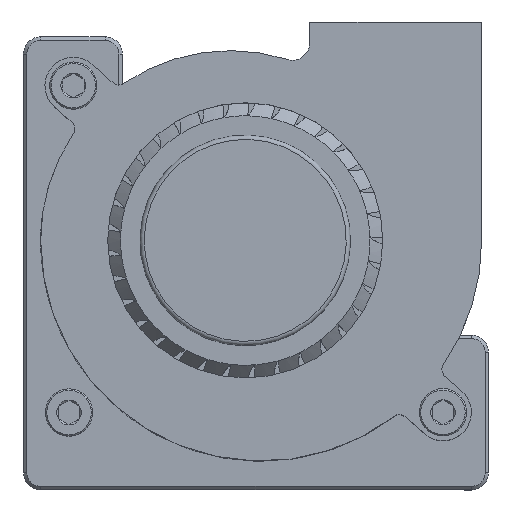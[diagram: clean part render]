
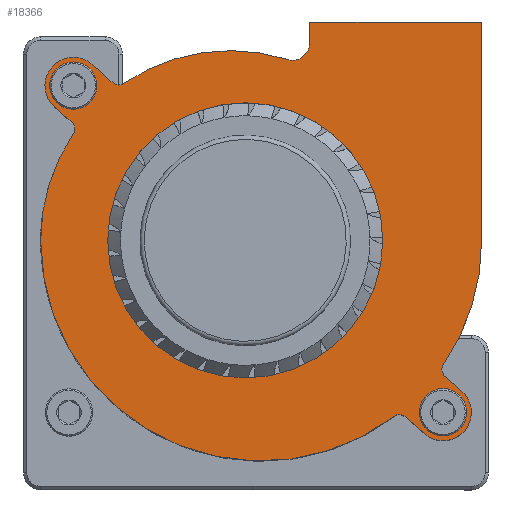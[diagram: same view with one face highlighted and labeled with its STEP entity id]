
A CAD part, top view. The second image highlights one B-rep face of the part: STEP entity #18366.
In plain terms, the highlighted face is planar.
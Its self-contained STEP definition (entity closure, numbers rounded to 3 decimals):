
#1129=FACE_BOUND('',#3102,.T.);
#1130=FACE_BOUND('',#3103,.T.);
#1131=FACE_BOUND('',#3104,.T.);
#1250=PLANE('',#19937);
#2017=FACE_OUTER_BOUND('',#3101,.T.);
#3101=EDGE_LOOP('',(#12796,#12797,#12798,#12799,#12800,#12801,#12802,#12803,
#12804,#12805,#12806,#12807,#12808,#12809,#12810,#12811,#12812,#12813));
#3102=EDGE_LOOP('',(#12814));
#3103=EDGE_LOOP('',(#12815));
#3104=EDGE_LOOP('',(#12816));
#4144=LINE('',#27250,#5159);
#4149=LINE('',#27271,#5164);
#4151=LINE('',#27275,#5166);
#4155=LINE('',#27290,#5170);
#4164=LINE('',#27306,#5179);
#4167=LINE('',#27312,#5182);
#4172=LINE('',#27329,#5187);
#5159=VECTOR('',#22432,1000.);
#5164=VECTOR('',#22457,1000.);
#5166=VECTOR('',#22461,1000.);
#5170=VECTOR('',#22479,1000.);
#5179=VECTOR('',#22490,1000.);
#5182=VECTOR('',#22495,1000.);
#5187=VECTOR('',#22514,1000.);
#6358=CIRCLE('',#19877,2.25);
#6360=CIRCLE('',#19880,2.25);
#6362=CIRCLE('',#19883,22.068);
#6364=CIRCLE('',#19886,3.3);
#6366=CIRCLE('',#19889,1.);
#6368=CIRCLE('',#19892,16.);
#6375=CIRCLE('',#19905,3.3);
#6377=CIRCLE('',#19909,25.65);
#6379=CIRCLE('',#19912,22.068);
#6381=CIRCLE('',#19915,1.);
#6383=CIRCLE('',#19920,1.);
#6385=CIRCLE('',#19923,2.);
#6387=CIRCLE('',#19929,25.65);
#6389=CIRCLE('',#19932,1.);
#7059=VERTEX_POINT('',#27165);
#7061=VERTEX_POINT('',#27171);
#7064=VERTEX_POINT('',#27178);
#7065=VERTEX_POINT('',#27180);
#7068=VERTEX_POINT('',#27187);
#7069=VERTEX_POINT('',#27189);
#7072=VERTEX_POINT('',#27196);
#7073=VERTEX_POINT('',#27198);
#7075=VERTEX_POINT('',#27204);
#7088=VERTEX_POINT('',#27241);
#7089=VERTEX_POINT('',#27242);
#7092=VERTEX_POINT('',#27253);
#7094=VERTEX_POINT('',#27259);
#7096=VERTEX_POINT('',#27265);
#7098=VERTEX_POINT('',#27274);
#7100=VERTEX_POINT('',#27283);
#7102=VERTEX_POINT('',#27289);
#7108=VERTEX_POINT('',#27305);
#7110=VERTEX_POINT('',#27311);
#7112=VERTEX_POINT('',#27317);
#7114=VERTEX_POINT('',#27323);
#9173=EDGE_CURVE('',#7059,#7059,#6358,.T.);
#9176=EDGE_CURVE('',#7061,#7061,#6360,.T.);
#9179=EDGE_CURVE('',#7065,#7064,#6362,.T.);
#9183=EDGE_CURVE('',#7069,#7068,#6364,.T.);
#9187=EDGE_CURVE('',#7073,#7072,#6366,.T.);
#9191=EDGE_CURVE('',#7075,#7075,#6368,.T.);
#9208=EDGE_CURVE('',#7088,#7089,#6375,.T.);
#9212=EDGE_CURVE('',#7072,#7088,#4144,.T.);
#9214=EDGE_CURVE('',#7092,#7073,#6377,.T.);
#9217=EDGE_CURVE('',#7094,#7092,#6379,.T.);
#9220=EDGE_CURVE('',#7096,#7094,#6381,.T.);
#9223=EDGE_CURVE('',#7068,#7096,#4149,.T.);
#9225=EDGE_CURVE('',#7098,#7069,#4151,.T.);
#9228=EDGE_CURVE('',#7064,#7098,#6383,.T.);
#9230=EDGE_CURVE('',#7100,#7065,#6385,.T.);
#9233=EDGE_CURVE('',#7102,#7100,#4155,.T.);
#9242=EDGE_CURVE('',#7108,#7102,#4164,.T.);
#9245=EDGE_CURVE('',#7110,#7108,#4167,.T.);
#9248=EDGE_CURVE('',#7112,#7110,#6387,.T.);
#9251=EDGE_CURVE('',#7114,#7112,#6389,.T.);
#9254=EDGE_CURVE('',#7089,#7114,#4172,.T.);
#12796=ORIENTED_EDGE('',*,*,#9208,.T.);
#12797=ORIENTED_EDGE('',*,*,#9254,.T.);
#12798=ORIENTED_EDGE('',*,*,#9251,.T.);
#12799=ORIENTED_EDGE('',*,*,#9248,.T.);
#12800=ORIENTED_EDGE('',*,*,#9245,.T.);
#12801=ORIENTED_EDGE('',*,*,#9242,.T.);
#12802=ORIENTED_EDGE('',*,*,#9233,.T.);
#12803=ORIENTED_EDGE('',*,*,#9230,.T.);
#12804=ORIENTED_EDGE('',*,*,#9179,.T.);
#12805=ORIENTED_EDGE('',*,*,#9228,.T.);
#12806=ORIENTED_EDGE('',*,*,#9225,.T.);
#12807=ORIENTED_EDGE('',*,*,#9183,.T.);
#12808=ORIENTED_EDGE('',*,*,#9223,.T.);
#12809=ORIENTED_EDGE('',*,*,#9220,.T.);
#12810=ORIENTED_EDGE('',*,*,#9217,.T.);
#12811=ORIENTED_EDGE('',*,*,#9214,.T.);
#12812=ORIENTED_EDGE('',*,*,#9187,.T.);
#12813=ORIENTED_EDGE('',*,*,#9212,.T.);
#12814=ORIENTED_EDGE('',*,*,#9191,.F.);
#12815=ORIENTED_EDGE('',*,*,#9173,.F.);
#12816=ORIENTED_EDGE('',*,*,#9176,.F.);
#18366=ADVANCED_FACE('',(#2017,#1129,#1130,#1131),#1250,.F.);
#19877=AXIS2_PLACEMENT_3D('',#27167,#22350,#22351);
#19880=AXIS2_PLACEMENT_3D('',#27173,#22357,#22358);
#19883=AXIS2_PLACEMENT_3D('',#27181,#22364,#22365);
#19886=AXIS2_PLACEMENT_3D('',#27190,#22372,#22373);
#19889=AXIS2_PLACEMENT_3D('',#27199,#22380,#22381);
#19892=AXIS2_PLACEMENT_3D('',#27206,#22388,#22389);
#19905=AXIS2_PLACEMENT_3D('',#27243,#22424,#22425);
#19909=AXIS2_PLACEMENT_3D('',#27254,#22436,#22437);
#19912=AXIS2_PLACEMENT_3D('',#27260,#22443,#22444);
#19915=AXIS2_PLACEMENT_3D('',#27266,#22450,#22451);
#19920=AXIS2_PLACEMENT_3D('',#27280,#22466,#22467);
#19923=AXIS2_PLACEMENT_3D('',#27284,#22472,#22473);
#19929=AXIS2_PLACEMENT_3D('',#27318,#22500,#22501);
#19932=AXIS2_PLACEMENT_3D('',#27324,#22507,#22508);
#19937=AXIS2_PLACEMENT_3D('',#27335,#22522,#22523);
#22350=DIRECTION('center_axis',(0.,1.,0.));
#22351=DIRECTION('ref_axis',(0.,0.,1.));
#22357=DIRECTION('center_axis',(0.,1.,0.));
#22358=DIRECTION('ref_axis',(0.,0.,1.));
#22364=DIRECTION('center_axis',(0.,1.,0.));
#22365=DIRECTION('ref_axis',(0.,0.,-1.));
#22372=DIRECTION('center_axis',(0.,1.,0.));
#22373=DIRECTION('ref_axis',(0.,0.,-1.));
#22380=DIRECTION('center_axis',(0.,-1.,0.));
#22381=DIRECTION('ref_axis',(0.,0.,1.));
#22388=DIRECTION('center_axis',(0.,1.,0.));
#22389=DIRECTION('ref_axis',(0.,0.,1.));
#22424=DIRECTION('center_axis',(0.,1.,0.));
#22425=DIRECTION('ref_axis',(0.,0.,-1.));
#22432=DIRECTION('',(-0.749,0.,-0.662));
#22436=DIRECTION('center_axis',(0.,1.,0.));
#22437=DIRECTION('ref_axis',(0.,0.,1.));
#22443=DIRECTION('center_axis',(0.,1.,0.));
#22444=DIRECTION('ref_axis',(0.,0.,-1.));
#22450=DIRECTION('center_axis',(0.,-1.,0.));
#22451=DIRECTION('ref_axis',(0.,0.,-1.));
#22457=DIRECTION('',(-0.749,0.,-0.662));
#22461=DIRECTION('',(0.749,0.,0.662));
#22466=DIRECTION('center_axis',(0.,-1.,0.));
#22467=DIRECTION('ref_axis',(0.,0.,1.));
#22472=DIRECTION('center_axis',(0.,-1.,0.));
#22473=DIRECTION('ref_axis',(0.,0.,1.));
#22479=DIRECTION('',(0.,0.,-1.));
#22490=DIRECTION('',(1.,0.,0.));
#22495=DIRECTION('',(0.,0.,1.));
#22500=DIRECTION('center_axis',(0.,1.,0.));
#22501=DIRECTION('ref_axis',(0.,0.,1.));
#22507=DIRECTION('center_axis',(0.,-1.,0.));
#22508=DIRECTION('ref_axis',(0.,0.,-1.));
#22514=DIRECTION('',(0.749,0.,0.662));
#22522=DIRECTION('center_axis',(0.,-1.,0.));
#22523=DIRECTION('ref_axis',(0.,0.,-1.));
#27165=CARTESIAN_POINT('',(20.,0.,15.75));
#27167=CARTESIAN_POINT('Origin',(20.,0.,18.));
#27171=CARTESIAN_POINT('',(-23.,0.,-22.25));
#27173=CARTESIAN_POINT('Origin',(-23.,0.,-20.));
#27178=CARTESIAN_POINT('',(14.152,0.,18.241));
#27180=CARTESIAN_POINT('',(-4.899,0.,21.048));
#27181=CARTESIAN_POINT('Origin',(1.732,0.,0.));
#27187=CARTESIAN_POINT('',(22.185,0.,15.527));
#27189=CARTESIAN_POINT('',(17.815,0.,20.473));
#27190=CARTESIAN_POINT('Origin',(20.,0.,18.));
#27196=CARTESIAN_POINT('',(-18.599,0.,-20.515));
#27198=CARTESIAN_POINT('',(-17.333,0.,-20.467));
#27199=CARTESIAN_POINT('Origin',(-17.937,0.,-21.264));
#27204=CARTESIAN_POINT('',(0.,0.,-16.));
#27206=CARTESIAN_POINT('Origin',(0.,0.,0.));
#27241=CARTESIAN_POINT('',(-20.815,0.,-22.473));
#27242=CARTESIAN_POINT('',(-25.185,0.,-17.527));
#27243=CARTESIAN_POINT('Origin',(-23.,0.,-20.));
#27250=CARTESIAN_POINT('',(-20.815,0.,-22.473));
#27253=CARTESIAN_POINT('',(23.8,0.,0.));
#27254=CARTESIAN_POINT('Origin',(-1.85,0.,-0.017));
#27259=CARTESIAN_POINT('',(19.979,0.,12.411));
#27260=CARTESIAN_POINT('Origin',(1.732,0.,0.));
#27265=CARTESIAN_POINT('',(20.144,0.,13.723));
#27266=CARTESIAN_POINT('Origin',(20.806,0.,12.974));
#27271=CARTESIAN_POINT('',(22.185,0.,15.527));
#27274=CARTESIAN_POINT('',(15.377,0.,18.318));
#27275=CARTESIAN_POINT('',(17.815,0.,20.473));
#27280=CARTESIAN_POINT('Origin',(14.715,0.,19.068));
#27283=CARTESIAN_POINT('',(-7.5,0.,22.956));
#27284=CARTESIAN_POINT('Origin',(-5.5,0.,22.956));
#27289=CARTESIAN_POINT('',(-7.5,0.,25.4));
#27290=CARTESIAN_POINT('',(-7.5,0.,25.4));
#27305=CARTESIAN_POINT('',(-27.5,0.,25.4));
#27306=CARTESIAN_POINT('',(-27.5,0.,25.4));
#27311=CARTESIAN_POINT('',(-27.5,0.,0.));
#27312=CARTESIAN_POINT('',(-27.5,0.,25.4));
#27317=CARTESIAN_POINT('',(-23.043,0.,-14.466));
#27318=CARTESIAN_POINT('Origin',(-1.85,0.,-0.017));
#27323=CARTESIAN_POINT('',(-23.207,0.,-15.779));
#27324=CARTESIAN_POINT('Origin',(-23.869,0.,-15.03));
#27329=CARTESIAN_POINT('',(-25.185,0.,-17.527));
#27335=CARTESIAN_POINT('Origin',(-23.,0.,-20.));
